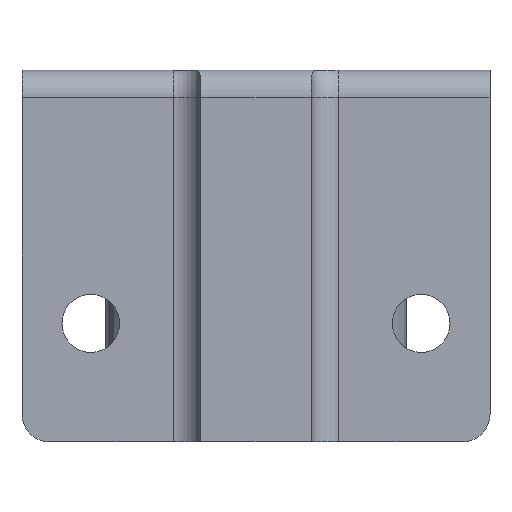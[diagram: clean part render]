
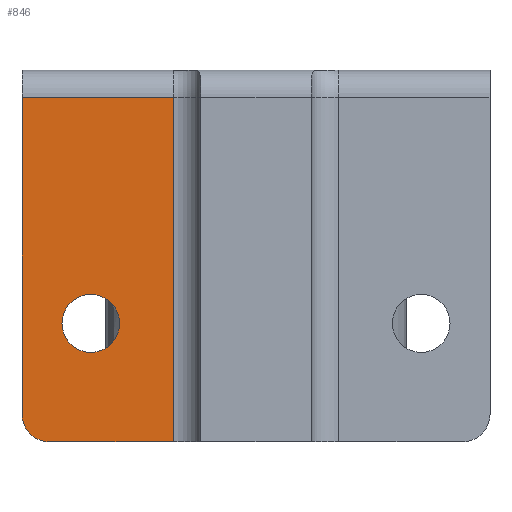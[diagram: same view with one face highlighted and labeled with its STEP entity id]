
A CAD part, front view. The second image highlights one B-rep face of the part: STEP entity #846.
In plain terms, the highlighted planar face has unit normal (0, -1, 0).
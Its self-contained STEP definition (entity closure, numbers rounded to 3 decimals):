
#78 = VECTOR ( 'NONE', #2440, 1000. ) ;
#141 = EDGE_CURVE ( 'NONE', #1988, #2355, #176, .T. ) ;
#143 = ORIENTED_EDGE ( 'NONE', *, *, #286, .T. ) ;
#176 = LINE ( 'NONE', #343, #2113 ) ;
#261 = DIRECTION ( 'NONE',  ( 0., -1., 0. ) ) ;
#277 = AXIS2_PLACEMENT_3D ( 'NONE', #1100, #914, #727 ) ;
#286 = EDGE_CURVE ( 'NONE', #1098, #1181, #724, .T. ) ;
#332 = VECTOR ( 'NONE', #2322, 1000. ) ;
#343 = CARTESIAN_POINT ( 'NONE',  ( 17., 0., -12.5 ) ) ;
#347 = DIRECTION ( 'NONE',  ( 0., 0., 1. ) ) ;
#364 = ORIENTED_EDGE ( 'NONE', *, *, #141, .F. ) ;
#383 = CARTESIAN_POINT ( 'NONE',  ( 3.55, 0., -8.2 ) ) ;
#424 = ORIENTED_EDGE ( 'NONE', *, *, #2349, .F. ) ;
#437 = CIRCLE ( 'NONE', #277, 1.05 ) ;
#469 = DIRECTION ( 'NONE',  ( 0., -1., 0. ) ) ;
#492 = ORIENTED_EDGE ( 'NONE', *, *, #582, .F. ) ;
#582 = EDGE_CURVE ( 'NONE', #2337, #1466, #2111, .T. ) ;
#594 = DIRECTION ( 'NONE',  ( 0., 1., 0. ) ) ;
#621 = LINE ( 'NONE', #1595, #78 ) ;
#646 = ORIENTED_EDGE ( 'NONE', *, *, #1439, .T. ) ;
#647 = DIRECTION ( 'NONE',  ( 0., 0., 1. ) ) ;
#661 = CARTESIAN_POINT ( 'NONE',  ( 5.5, 0., 0. ) ) ;
#672 = CARTESIAN_POINT ( 'NONE',  ( 0., 0., 1. ) ) ;
#724 = LINE ( 'NONE', #672, #332 ) ;
#727 = DIRECTION ( 'NONE',  ( 0., 0., 1. ) ) ;
#780 = LINE ( 'NONE', #1961, #1154 ) ;
#846 = ADVANCED_FACE ( 'NONE', ( #1199, #1629 ), #2037, .F. ) ;
#914 = DIRECTION ( 'NONE',  ( 0., -1., 0. ) ) ;
#1011 = EDGE_LOOP ( 'NONE', ( #364, #1832, #646, #143, #2540 ) ) ;
#1038 = DIRECTION ( 'NONE',  ( 0., 0., 1. ) ) ;
#1062 = CARTESIAN_POINT ( 'NONE',  ( 1., 0., -11.5 ) ) ;
#1098 = VERTEX_POINT ( 'NONE', #2269 ) ;
#1100 = CARTESIAN_POINT ( 'NONE',  ( 2.5, 0., -8.2 ) ) ;
#1147 = DIRECTION ( 'NONE',  ( -1., 0., 0. ) ) ;
#1154 = VECTOR ( 'NONE', #347, 1000. ) ;
#1181 = VERTEX_POINT ( 'NONE', #2104 ) ;
#1199 = FACE_BOUND ( 'NONE', #1735, .T. ) ;
#1253 = EDGE_CURVE ( 'NONE', #1988, #1856, #780, .T. ) ;
#1318 = AXIS2_PLACEMENT_3D ( 'NONE', #1714, #469, #2266 ) ;
#1325 = CIRCLE ( 'NONE', #1491, 1. ) ;
#1439 = EDGE_CURVE ( 'NONE', #1856, #1098, #621, .T. ) ;
#1466 = VERTEX_POINT ( 'NONE', #383 ) ;
#1491 = AXIS2_PLACEMENT_3D ( 'NONE', #1062, #261, #647 ) ;
#1595 = CARTESIAN_POINT ( 'NONE',  ( 0., 0., 0. ) ) ;
#1629 = FACE_OUTER_BOUND ( 'NONE', #1011, .T. ) ;
#1706 = CARTESIAN_POINT ( 'NONE',  ( 1., 0., -12.5 ) ) ;
#1714 = CARTESIAN_POINT ( 'NONE',  ( 2.5, 0., -8.2 ) ) ;
#1735 = EDGE_LOOP ( 'NONE', ( #492, #424 ) ) ;
#1832 = ORIENTED_EDGE ( 'NONE', *, *, #1253, .T. ) ;
#1844 = AXIS2_PLACEMENT_3D ( 'NONE', #2396, #594, #1038 ) ;
#1856 = VERTEX_POINT ( 'NONE', #661 ) ;
#1961 = CARTESIAN_POINT ( 'NONE',  ( 5.5, 0., 0. ) ) ;
#1988 = VERTEX_POINT ( 'NONE', #2194 ) ;
#2037 = PLANE ( 'NONE',  #1844 ) ;
#2082 = CARTESIAN_POINT ( 'NONE',  ( 1.45, 0., -8.2 ) ) ;
#2104 = CARTESIAN_POINT ( 'NONE',  ( 0., 0., -11.5 ) ) ;
#2111 = CIRCLE ( 'NONE', #1318, 1.05 ) ;
#2113 = VECTOR ( 'NONE', #1147, 1000. ) ;
#2136 = EDGE_CURVE ( 'NONE', #1181, #2355, #1325, .T. ) ;
#2194 = CARTESIAN_POINT ( 'NONE',  ( 5.5, 0., -12.5 ) ) ;
#2266 = DIRECTION ( 'NONE',  ( 0., 0., 1. ) ) ;
#2269 = CARTESIAN_POINT ( 'NONE',  ( 0., 0., 0. ) ) ;
#2322 = DIRECTION ( 'NONE',  ( 0., 0., -1. ) ) ;
#2337 = VERTEX_POINT ( 'NONE', #2082 ) ;
#2349 = EDGE_CURVE ( 'NONE', #1466, #2337, #437, .T. ) ;
#2355 = VERTEX_POINT ( 'NONE', #1706 ) ;
#2396 = CARTESIAN_POINT ( 'NONE',  ( 0., 0., 1. ) ) ;
#2440 = DIRECTION ( 'NONE',  ( -1., 0., 0. ) ) ;
#2540 = ORIENTED_EDGE ( 'NONE', *, *, #2136, .T. ) ;
